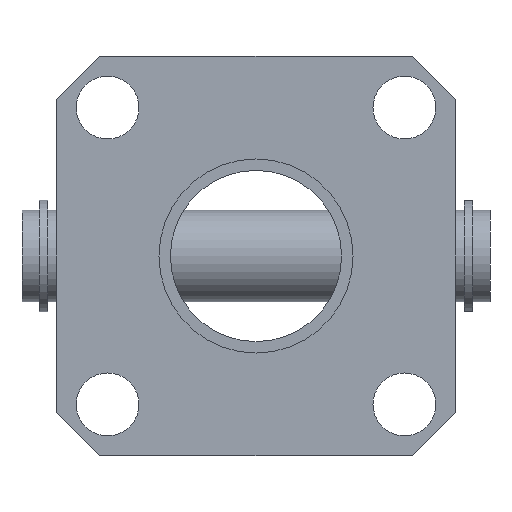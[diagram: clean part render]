
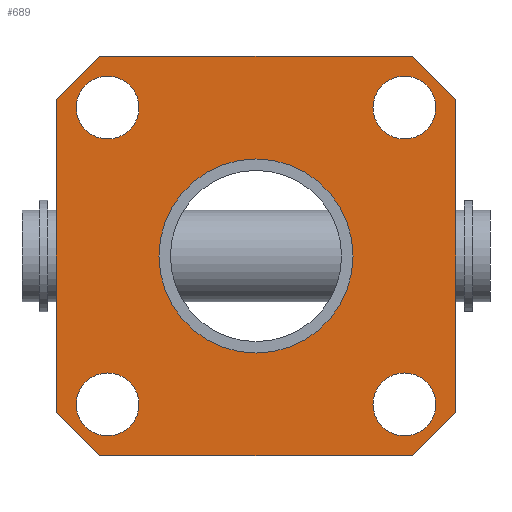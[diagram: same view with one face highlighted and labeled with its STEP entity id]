
A CAD part, front view. The second image highlights one B-rep face of the part: STEP entity #689.
In plain terms, the highlighted planar face has unit normal (0, -1, 0).
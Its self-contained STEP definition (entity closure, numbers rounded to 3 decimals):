
#40=CIRCLE('',#752,2.75);
#41=CIRCLE('',#753,2.75);
#42=CIRCLE('',#754,2.75);
#43=CIRCLE('',#755,2.75);
#44=CIRCLE('',#756,8.5);
#126=ORIENTED_EDGE('',*,*,#286,.T.);
#127=ORIENTED_EDGE('',*,*,#287,.T.);
#128=ORIENTED_EDGE('',*,*,#288,.T.);
#129=ORIENTED_EDGE('',*,*,#289,.T.);
#130=ORIENTED_EDGE('',*,*,#290,.T.);
#131=ORIENTED_EDGE('',*,*,#258,.T.);
#132=ORIENTED_EDGE('',*,*,#291,.T.);
#133=ORIENTED_EDGE('',*,*,#261,.T.);
#134=ORIENTED_EDGE('',*,*,#292,.T.);
#135=ORIENTED_EDGE('',*,*,#269,.T.);
#136=ORIENTED_EDGE('',*,*,#293,.T.);
#137=ORIENTED_EDGE('',*,*,#250,.T.);
#138=ORIENTED_EDGE('',*,*,#294,.T.);
#250=EDGE_CURVE('',#337,#336,#401,.T.);
#258=EDGE_CURVE('',#343,#342,#409,.T.);
#261=EDGE_CURVE('',#345,#346,#411,.T.);
#269=EDGE_CURVE('',#351,#352,#419,.T.);
#286=EDGE_CURVE('',#362,#362,#40,.T.);
#287=EDGE_CURVE('',#363,#363,#41,.T.);
#288=EDGE_CURVE('',#364,#364,#42,.T.);
#289=EDGE_CURVE('',#365,#365,#43,.T.);
#290=EDGE_CURVE('',#366,#366,#44,.T.);
#291=EDGE_CURVE('',#342,#345,#431,.F.);
#292=EDGE_CURVE('',#346,#351,#432,.F.);
#293=EDGE_CURVE('',#352,#337,#433,.F.);
#294=EDGE_CURVE('',#336,#343,#434,.F.);
#336=VERTEX_POINT('',#1045);
#337=VERTEX_POINT('',#1047);
#342=VERTEX_POINT('',#1060);
#343=VERTEX_POINT('',#1062);
#345=VERTEX_POINT('',#1068);
#346=VERTEX_POINT('',#1069);
#351=VERTEX_POINT('',#1083);
#352=VERTEX_POINT('',#1084);
#362=VERTEX_POINT('',#1113);
#363=VERTEX_POINT('',#1115);
#364=VERTEX_POINT('',#1117);
#365=VERTEX_POINT('',#1119);
#366=VERTEX_POINT('',#1121);
#401=LINE('',#1046,#461);
#409=LINE('',#1061,#469);
#411=LINE('',#1067,#471);
#419=LINE('',#1082,#479);
#431=LINE('',#1122,#491);
#432=LINE('',#1123,#492);
#433=LINE('',#1124,#493);
#434=LINE('',#1125,#494);
#461=VECTOR('',#835,1000.);
#469=VECTOR('',#845,1000.);
#471=VECTOR('',#851,1000.);
#479=VECTOR('',#861,1000.);
#491=VECTOR('',#897,1000.);
#492=VECTOR('',#898,1000.);
#493=VECTOR('',#899,1000.);
#494=VECTOR('',#900,1000.);
#519=EDGE_LOOP('',(#126));
#520=EDGE_LOOP('',(#127));
#521=EDGE_LOOP('',(#128));
#522=EDGE_LOOP('',(#129));
#523=EDGE_LOOP('',(#130));
#524=EDGE_LOOP('',(#131,#132,#133,#134,#135,#136,#137,#138));
#593=FACE_BOUND('',#519,.T.);
#594=FACE_BOUND('',#520,.T.);
#595=FACE_BOUND('',#521,.T.);
#596=FACE_BOUND('',#522,.T.);
#597=FACE_BOUND('',#523,.T.);
#598=FACE_BOUND('',#524,.T.);
#660=PLANE('',#751);
#689=ADVANCED_FACE('',(#593,#594,#595,#596,#597,#598),#660,.T.);
#751=AXIS2_PLACEMENT_3D('',#1111,#885,#886);
#752=AXIS2_PLACEMENT_3D('',#1112,#887,#888);
#753=AXIS2_PLACEMENT_3D('',#1114,#889,#890);
#754=AXIS2_PLACEMENT_3D('',#1116,#891,#892);
#755=AXIS2_PLACEMENT_3D('',#1118,#893,#894);
#756=AXIS2_PLACEMENT_3D('',#1120,#895,#896);
#835=DIRECTION('',(0.,0.,-1.));
#845=DIRECTION('',(1.,0.,0.));
#851=DIRECTION('',(0.,0.,1.));
#861=DIRECTION('',(-1.,0.,0.));
#885=DIRECTION('',(0.,-1.,0.));
#886=DIRECTION('',(0.,0.,-1.));
#887=DIRECTION('',(0.,1.,0.));
#888=DIRECTION('',(0.,0.,-1.));
#889=DIRECTION('',(0.,1.,0.));
#890=DIRECTION('',(0.,0.,-1.));
#891=DIRECTION('',(0.,1.,0.));
#892=DIRECTION('',(0.,0.,-1.));
#893=DIRECTION('',(0.,1.,0.));
#894=DIRECTION('',(0.,0.,-1.));
#895=DIRECTION('',(0.,1.,0.));
#896=DIRECTION('',(1.,0.,0.));
#897=DIRECTION('',(-0.707,0.,-0.707));
#898=DIRECTION('',(0.707,0.,-0.707));
#899=DIRECTION('',(0.707,0.,0.707));
#900=DIRECTION('',(-0.707,0.,0.707));
#1045=CARTESIAN_POINT('',(-17.5,0.,-13.7));
#1046=CARTESIAN_POINT('',(-17.5,0.,17.5));
#1047=CARTESIAN_POINT('',(-17.5,0.,13.7));
#1060=CARTESIAN_POINT('',(13.7,0.,-17.5));
#1061=CARTESIAN_POINT('',(-17.5,0.,-17.5));
#1062=CARTESIAN_POINT('',(-13.7,0.,-17.5));
#1067=CARTESIAN_POINT('',(17.5,0.,-17.5));
#1068=CARTESIAN_POINT('',(17.5,0.,-13.7));
#1069=CARTESIAN_POINT('',(17.5,0.,13.7));
#1082=CARTESIAN_POINT('',(17.5,0.,17.5));
#1083=CARTESIAN_POINT('',(13.7,0.,17.5));
#1084=CARTESIAN_POINT('',(-13.7,0.,17.5));
#1111=CARTESIAN_POINT('',(0.,0.,0.));
#1112=CARTESIAN_POINT('',(-13.,0.,13.));
#1113=CARTESIAN_POINT('',(-13.,0.,10.25));
#1114=CARTESIAN_POINT('',(-13.,0.,-13.));
#1115=CARTESIAN_POINT('',(-13.,0.,-15.75));
#1116=CARTESIAN_POINT('',(13.,0.,-13.));
#1117=CARTESIAN_POINT('',(13.,0.,-15.75));
#1118=CARTESIAN_POINT('',(13.,0.,13.));
#1119=CARTESIAN_POINT('',(13.,0.,10.25));
#1120=CARTESIAN_POINT('',(0.,0.,0.));
#1121=CARTESIAN_POINT('',(8.5,0.,0.));
#1122=CARTESIAN_POINT('',(15.6,0.,-15.6));
#1123=CARTESIAN_POINT('',(15.6,0.,15.6));
#1124=CARTESIAN_POINT('',(-15.6,0.,15.6));
#1125=CARTESIAN_POINT('',(-15.6,0.,-15.6));
